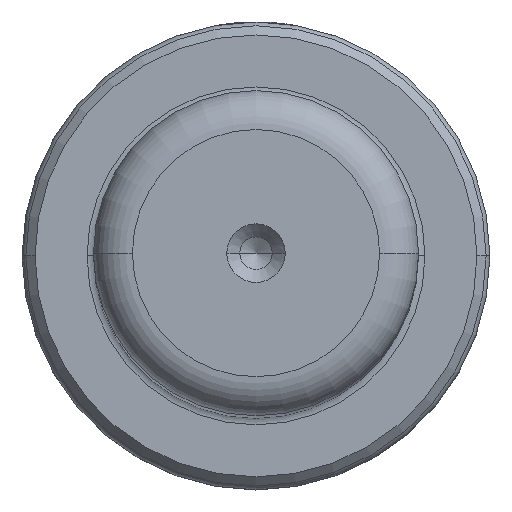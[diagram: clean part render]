
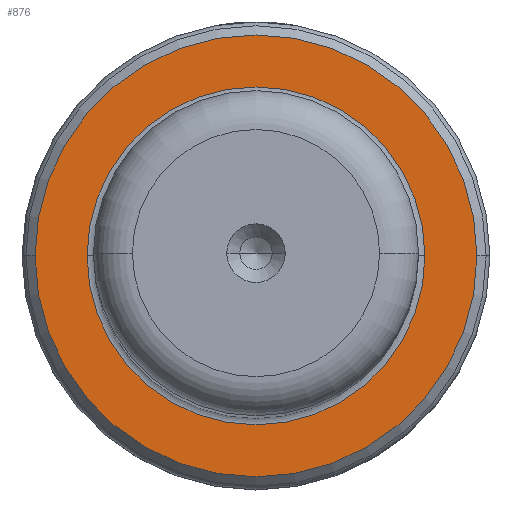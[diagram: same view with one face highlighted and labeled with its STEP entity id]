
A CAD part, top view. The second image highlights one B-rep face of the part: STEP entity #876.
In plain terms, the highlighted planar face has unit normal (0, 0, 1).
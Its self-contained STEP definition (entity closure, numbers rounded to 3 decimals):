
#119 = AXIS2_PLACEMENT_3D ( 'NONE', #3239, #2181, #1890 ) ;
#212 = AXIS2_PLACEMENT_3D ( 'NONE', #2885, #1664, #3195 ) ;
#521 = AXIS2_PLACEMENT_3D ( 'NONE', #991, #1726, #2273 ) ;
#547 = VERTEX_POINT ( 'NONE', #1283 ) ;
#582 = ORIENTED_EDGE ( 'NONE', *, *, #1134, .T. ) ;
#876 = ADVANCED_FACE ( 'NONE', ( #1239, #2489 ), #2726, .T. ) ;
#981 = AXIS2_PLACEMENT_3D ( 'NONE', #1347, #1673, #1908 ) ;
#991 = CARTESIAN_POINT ( 'NONE',  ( 0., 0., 26. ) ) ;
#1134 = EDGE_CURVE ( 'NONE', #2428, #547, #1663, .T. ) ;
#1239 = FACE_BOUND ( 'NONE', #3127, .T. ) ;
#1283 = CARTESIAN_POINT ( 'NONE',  ( 13., 0., 26. ) ) ;
#1298 = CARTESIAN_POINT ( 'NONE',  ( 0., 0., 26. ) ) ;
#1347 = CARTESIAN_POINT ( 'NONE',  ( 0., 0., 26. ) ) ;
#1373 = CARTESIAN_POINT ( 'NONE',  ( -13., 0., 26. ) ) ;
#1431 = VERTEX_POINT ( 'NONE', #2386 ) ;
#1637 = CIRCLE ( 'NONE', #981, 13. ) ;
#1663 = CIRCLE ( 'NONE', #212, 13. ) ;
#1664 = DIRECTION ( 'NONE',  ( 0., 0., -1. ) ) ;
#1673 = DIRECTION ( 'NONE',  ( 0., 0., -1. ) ) ;
#1726 = DIRECTION ( 'NONE',  ( 0., 0., 1. ) ) ;
#1734 = CIRCLE ( 'NONE', #119, 17. ) ;
#1765 = ORIENTED_EDGE ( 'NONE', *, *, #2680, .T. ) ;
#1890 = DIRECTION ( 'NONE',  ( 1., 0., 0. ) ) ;
#1908 = DIRECTION ( 'NONE',  ( -1., 0., 0. ) ) ;
#1979 = CARTESIAN_POINT ( 'NONE',  ( 17., 0., 26. ) ) ;
#2129 = EDGE_CURVE ( 'NONE', #3038, #1431, #1734, .T. ) ;
#2181 = DIRECTION ( 'NONE',  ( 0., 0., 1. ) ) ;
#2273 = DIRECTION ( 'NONE',  ( 1., 0., 0. ) ) ;
#2386 = CARTESIAN_POINT ( 'NONE',  ( -17., 0., 26. ) ) ;
#2428 = VERTEX_POINT ( 'NONE', #1373 ) ;
#2489 = FACE_OUTER_BOUND ( 'NONE', #2699, .T. ) ;
#2506 = AXIS2_PLACEMENT_3D ( 'NONE', #1298, #2848, #2799 ) ;
#2543 = ORIENTED_EDGE ( 'NONE', *, *, #2129, .T. ) ;
#2630 = ORIENTED_EDGE ( 'NONE', *, *, #3257, .T. ) ;
#2680 = EDGE_CURVE ( 'NONE', #547, #2428, #1637, .T. ) ;
#2699 = EDGE_LOOP ( 'NONE', ( #2630, #2543 ) ) ;
#2726 = PLANE ( 'NONE',  #521 ) ;
#2799 = DIRECTION ( 'NONE',  ( 1., 0., 0. ) ) ;
#2848 = DIRECTION ( 'NONE',  ( 0., 0., 1. ) ) ;
#2885 = CARTESIAN_POINT ( 'NONE',  ( 0., 0., 26. ) ) ;
#3038 = VERTEX_POINT ( 'NONE', #1979 ) ;
#3094 = CIRCLE ( 'NONE', #2506, 17. ) ;
#3127 = EDGE_LOOP ( 'NONE', ( #582, #1765 ) ) ;
#3195 = DIRECTION ( 'NONE',  ( -1., 0., 0. ) ) ;
#3239 = CARTESIAN_POINT ( 'NONE',  ( 0., 0., 26. ) ) ;
#3257 = EDGE_CURVE ( 'NONE', #1431, #3038, #3094, .T. ) ;
